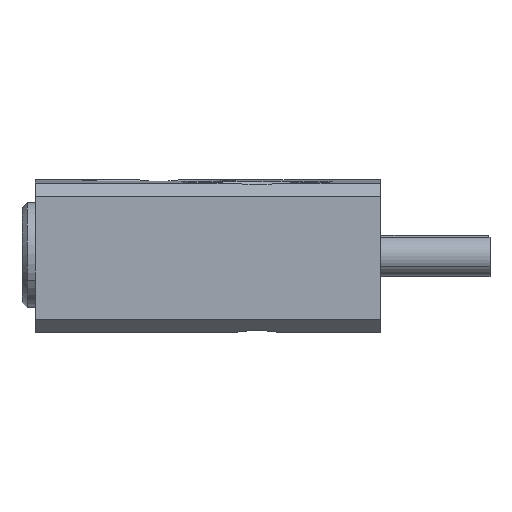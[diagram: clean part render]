
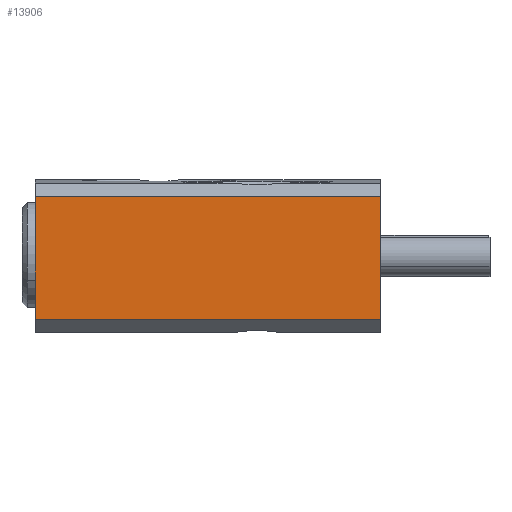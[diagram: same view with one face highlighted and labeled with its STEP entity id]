
A CAD part, front view. The second image highlights one B-rep face of the part: STEP entity #13906.
In plain terms, the highlighted planar face has unit normal (0, -1, -0.012).
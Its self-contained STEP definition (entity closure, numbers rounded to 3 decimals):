
#11333=DIRECTION('',(0.,0.012,-1.));
#11334=VECTOR('',#11333,18.491);
#11335=CARTESIAN_POINT('',(26.4,-93.601,
-91.001));
#11336=LINE('',#11335,#11334);
#11337=DIRECTION('',(-1.,0.,0.));
#11338=VECTOR('',#11337,51.994);
#11339=CARTESIAN_POINT('',(26.4,-93.374,
-109.491));
#11340=LINE('',#11339,#11338);
#11341=DIRECTION('',(0.,-0.012,1.));
#11342=VECTOR('',#11341,18.491);
#11343=CARTESIAN_POINT('',(-25.594,-93.374,
-109.491));
#11344=LINE('',#11343,#11342);
#11345=DIRECTION('',(1.,0.,0.));
#11346=VECTOR('',#11345,51.994);
#11347=CARTESIAN_POINT('',(-25.594,-93.601,
-91.001));
#11348=LINE('',#11347,#11346);
#13170=CARTESIAN_POINT('',(-25.594,-93.601,
-91.001));
#13172=VERTEX_POINT('',#13170);
#13173=CARTESIAN_POINT('',(-25.594,-93.374,
-109.491));
#13175=VERTEX_POINT('',#13173);
#13217=CARTESIAN_POINT('',(26.4,-93.601,
-91.001));
#13218=VERTEX_POINT('',#13217);
#13227=CARTESIAN_POINT('',(26.4,-93.374,
-109.491));
#13228=VERTEX_POINT('',#13227);
#13894=CARTESIAN_POINT('',(0.403,-93.488,
-100.246));
#13895=DIRECTION('',(0.,1.,0.012));
#13896=DIRECTION('',(0.,-0.012,1.));
#13897=AXIS2_PLACEMENT_3D('',#13894,#13895,#13896);
#13898=PLANE('',#13897);
#13899=ORIENTED_EDGE('',*,*,#13741,.T.);
#13901=ORIENTED_EDGE('',*,*,#13900,.T.);
#13902=ORIENTED_EDGE('',*,*,#13860,.T.);
#13903=ORIENTED_EDGE('',*,*,#13773,.T.);
#13904=EDGE_LOOP('',(#13899,#13901,#13902,#13903));
#13905=FACE_OUTER_BOUND('',#13904,.F.);
#13741=EDGE_CURVE('',#13218,#13228,#11336,.T.);
#13773=EDGE_CURVE('',#13172,#13218,#11348,.T.);
#13860=EDGE_CURVE('',#13175,#13172,#11344,.T.);
#13900=EDGE_CURVE('',#13228,#13175,#11340,.T.);
#13906=ADVANCED_FACE('',(#13905),#13898,.F.);
